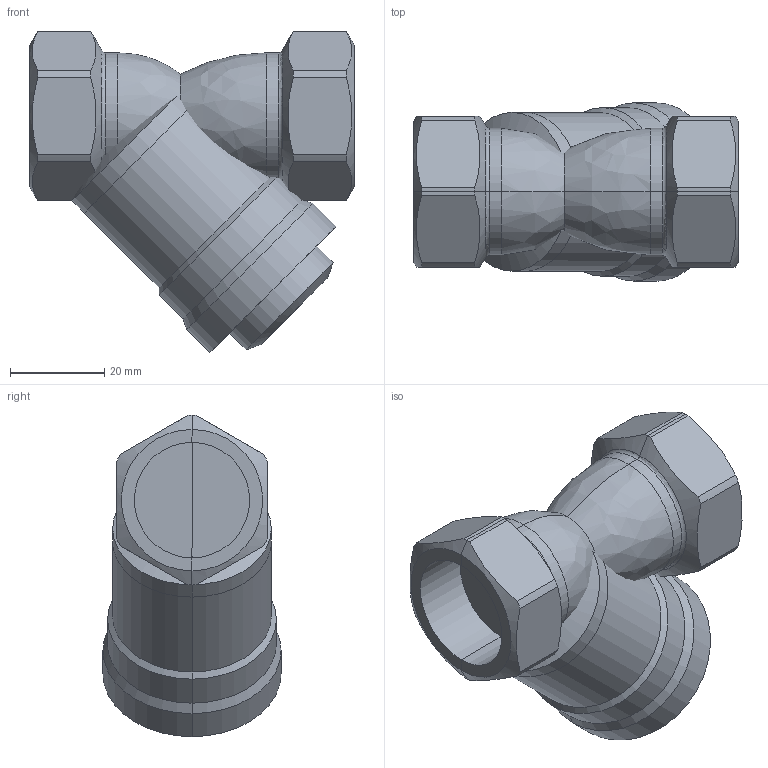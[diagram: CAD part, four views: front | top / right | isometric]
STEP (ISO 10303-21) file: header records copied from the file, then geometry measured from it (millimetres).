
FILE_DESCRIPTION(/* description */ (''),/* implementation_level */ '2;1');
FILE_NAME(/* name */ '577005 (STP).stp',/* time_stamp */ '2018-01-25T14:46:23+01:00',/* author */ ('ufftec'),/* organization */ (''),/* preprocessor_version */ 'ST-DEVELOPER v16.5',/* originating_system */ 'Autodesk Inventor 2017',/* authorisation */ '');
FILE_SCHEMA (('AUTOMOTIVE_DESIGN { 1 0 10303 214 3 1 1 }'));
Length unit declared in the file: millimetre
Products named in the file (3): 577005; 577005_1; 577005_1_1
Assembly tree (2 placements, depth 2):
  577005
    577005_1
    577005_1_1
Bounding box: 69 x 37.85 x 68.22 mm (x, y, z)
Volume: 79693.8 mm3; surface area: 17494.2 mm2
Topology: 2 solids, 2 shells, 84 faces, 196 edges, 116 vertices
Faces by surface type: cylinder 34, plane 26, cone 16, torus 4, bspline 4
Entity records: 2501 total; most frequent: CARTESIAN_POINT 609, ORIENTED_EDGE 392, DIRECTION 390, EDGE_CURVE 196, AXIS2_PLACEMENT_3D 159, VERTEX_POINT 116, FACE_OUTER_BOUND 84, EDGE_LOOP 84
